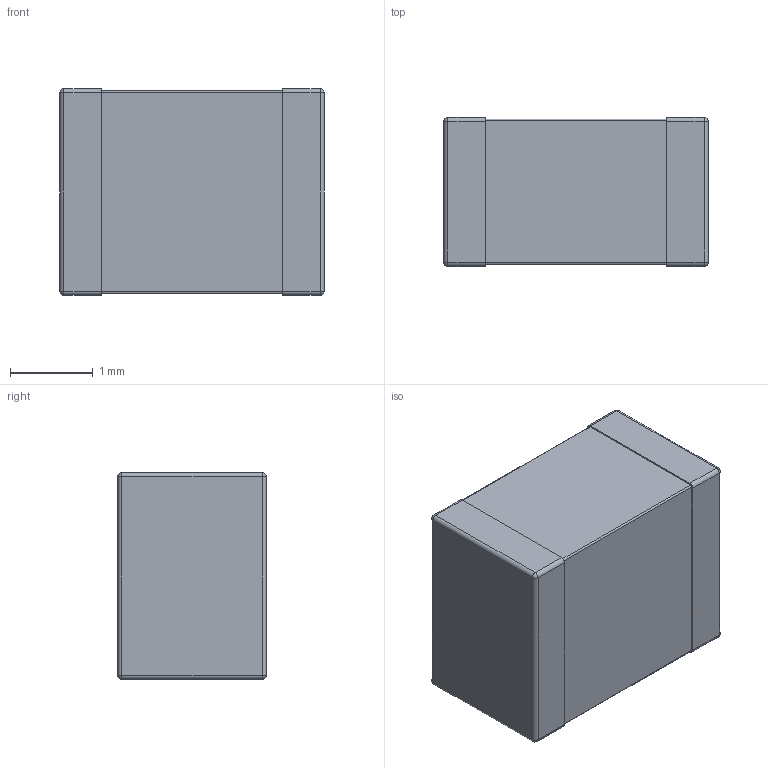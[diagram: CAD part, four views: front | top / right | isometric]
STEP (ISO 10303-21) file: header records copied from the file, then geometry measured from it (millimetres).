
FILE_DESCRIPTION (( 'STEP AP214' ), '1' );
FILE_NAME ('CAP 1210-1.8mm.STEP', '2016-09-08T21:38:28', ( '' ), ( '' ), 'SwSTEP 2.0', 'SolidWorks 2015', '' );
FILE_SCHEMA (( 'AUTOMOTIVE_DESIGN' ));
Length unit declared in the file: millimetre
Products named in the file (1): CAP 1210-1.8mm
Bounding box: 3.2 x 1.8 x 2.5 mm (x, y, z)
Volume: 14 mm3; surface area: 36 mm2
Topology: 1 solids, 1 shells, 44 faces, 104 edges, 56 vertices
Faces by surface type: cylinder 20, plane 16, sphere 8
Entity records: 1618 total; most frequent: DIRECTION 226, CARTESIAN_POINT 197, ORIENTED_EDGE 192, EDGE_CURVE 96, AXIS2_PLACEMENT_3D 85, VECTOR 56, LINE 56, VERTEX_POINT 56
